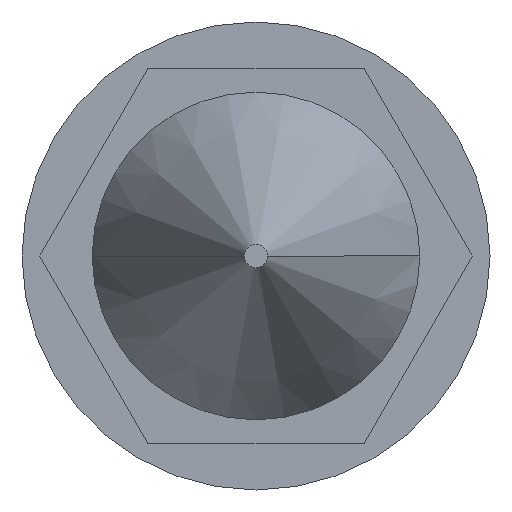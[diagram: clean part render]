
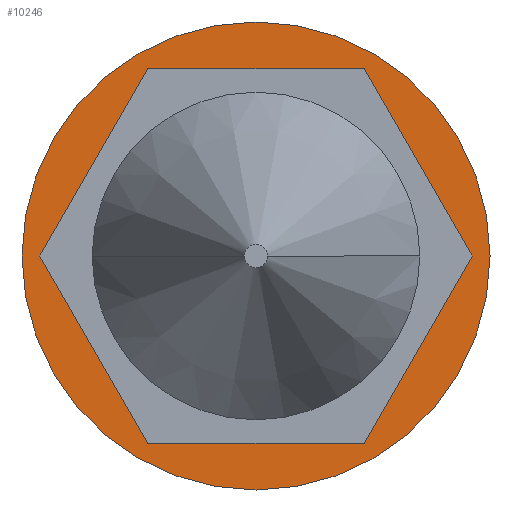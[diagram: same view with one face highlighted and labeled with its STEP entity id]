
A CAD part, front view. The second image highlights one B-rep face of the part: STEP entity #10246.
In plain terms, the highlighted planar face has unit normal (0, -1, 0).
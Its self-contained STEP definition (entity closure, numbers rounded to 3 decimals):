
#115 = CIRCLE ( 'NONE', #11114, 5. ) ;
#324 = CARTESIAN_POINT ( 'NONE',  ( 2.309, 6., 4. ) ) ;
#537 = CARTESIAN_POINT ( 'NONE',  ( 0., 6., -5. ) ) ;
#585 = CARTESIAN_POINT ( 'NONE',  ( -2.309, 6., 4. ) ) ;
#968 = DIRECTION ( 'NONE',  ( -1., 0., 0. ) ) ;
#1103 = CARTESIAN_POINT ( 'NONE',  ( 4.619, 6., 0. ) ) ;
#1116 = DIRECTION ( 'NONE',  ( 0., 1., 0. ) ) ;
#1289 = AXIS2_PLACEMENT_3D ( 'NONE', #6803, #9448, #5556 ) ;
#1294 = ORIENTED_EDGE ( 'NONE', *, *, #4776, .T. ) ;
#1351 = VECTOR ( 'NONE', #4880, 1000. ) ;
#1476 = VERTEX_POINT ( 'NONE', #537 ) ;
#2424 = ORIENTED_EDGE ( 'NONE', *, *, #6452, .T. ) ;
#2520 = EDGE_CURVE ( 'NONE', #3849, #11935, #16567, .T. ) ;
#2871 = AXIS2_PLACEMENT_3D ( 'NONE', #12599, #8916, #7410 ) ;
#3060 = ORIENTED_EDGE ( 'NONE', *, *, #16293, .T. ) ;
#3165 = ORIENTED_EDGE ( 'NONE', *, *, #12064, .T. ) ;
#3700 = FACE_BOUND ( 'NONE', #16029, .T. ) ;
#3849 = VERTEX_POINT ( 'NONE', #9739 ) ;
#4605 = CARTESIAN_POINT ( 'NONE',  ( -2.309, 6., -4. ) ) ;
#4646 = EDGE_LOOP ( 'NONE', ( #7279, #8995 ) ) ;
#4776 = EDGE_CURVE ( 'NONE', #16647, #3849, #13087, .T. ) ;
#4880 = DIRECTION ( 'NONE',  ( -0.5, 0., -0.866 ) ) ;
#5259 = EDGE_CURVE ( 'NONE', #10249, #1476, #115, .T. ) ;
#5556 = DIRECTION ( 'NONE',  ( 0., 0., 1. ) ) ;
#6061 = CARTESIAN_POINT ( 'NONE',  ( 2.309, 6., -4. ) ) ;
#6452 = EDGE_CURVE ( 'NONE', #8069, #15567, #11205, .T. ) ;
#6803 = CARTESIAN_POINT ( 'NONE',  ( 0., 6., 0. ) ) ;
#6851 = CARTESIAN_POINT ( 'NONE',  ( 0., 6., 5. ) ) ;
#7279 = ORIENTED_EDGE ( 'NONE', *, *, #13567, .F. ) ;
#7309 = CARTESIAN_POINT ( 'NONE',  ( 2.309, 6., -4. ) ) ;
#7410 = DIRECTION ( 'NONE',  ( 0., 0., 1. ) ) ;
#7571 = ORIENTED_EDGE ( 'NONE', *, *, #11084, .T. ) ;
#7642 = CARTESIAN_POINT ( 'NONE',  ( -2.309, 6., 4. ) ) ;
#7873 = VECTOR ( 'NONE', #968, 1000. ) ;
#8069 = VERTEX_POINT ( 'NONE', #11024 ) ;
#8210 = LINE ( 'NONE', #7642, #14266 ) ;
#8916 = DIRECTION ( 'NONE',  ( 0., 1., 0. ) ) ;
#8949 = LINE ( 'NONE', #4605, #13798 ) ;
#8964 = FACE_OUTER_BOUND ( 'NONE', #4646, .T. ) ;
#8995 = ORIENTED_EDGE ( 'NONE', *, *, #5259, .F. ) ;
#9081 = LINE ( 'NONE', #6061, #7873 ) ;
#9448 = DIRECTION ( 'NONE',  ( 0., 1., 0. ) ) ;
#9739 = CARTESIAN_POINT ( 'NONE',  ( 4.619, 6., 0. ) ) ;
#10246 = ADVANCED_FACE ( 'NONE', ( #8964, #3700 ), #10695, .F. ) ;
#10249 = VERTEX_POINT ( 'NONE', #6851 ) ;
#10695 = PLANE ( 'NONE',  #1289 ) ;
#11024 = CARTESIAN_POINT ( 'NONE',  ( -4.619, 6., 0. ) ) ;
#11084 = EDGE_CURVE ( 'NONE', #15063, #8069, #8949, .T. ) ;
#11114 = AXIS2_PLACEMENT_3D ( 'NONE', #16634, #1116, #15198 ) ;
#11205 = LINE ( 'NONE', #13363, #13645 ) ;
#11935 = VERTEX_POINT ( 'NONE', #7309 ) ;
#12064 = EDGE_CURVE ( 'NONE', #15567, #16647, #8210, .T. ) ;
#12083 = ORIENTED_EDGE ( 'NONE', *, *, #2520, .T. ) ;
#12599 = CARTESIAN_POINT ( 'NONE',  ( 0., 6., 0. ) ) ;
#12833 = DIRECTION ( 'NONE',  ( 1., 0., 0. ) ) ;
#13087 = LINE ( 'NONE', #324, #16135 ) ;
#13252 = DIRECTION ( 'NONE',  ( 0.5, 0., 0.866 ) ) ;
#13363 = CARTESIAN_POINT ( 'NONE',  ( -4.619, 6., 0. ) ) ;
#13567 = EDGE_CURVE ( 'NONE', #1476, #10249, #14776, .T. ) ;
#13645 = VECTOR ( 'NONE', #13252, 1000. ) ;
#13798 = VECTOR ( 'NONE', #14794, 1000. ) ;
#14266 = VECTOR ( 'NONE', #12833, 1000. ) ;
#14776 = CIRCLE ( 'NONE', #2871, 5. ) ;
#14790 = CARTESIAN_POINT ( 'NONE',  ( -2.309, 6., -4. ) ) ;
#14794 = DIRECTION ( 'NONE',  ( -0.5, 0., 0.866 ) ) ;
#14801 = CARTESIAN_POINT ( 'NONE',  ( 2.309, 6., 4. ) ) ;
#15063 = VERTEX_POINT ( 'NONE', #14790 ) ;
#15198 = DIRECTION ( 'NONE',  ( 0., 0., 1. ) ) ;
#15567 = VERTEX_POINT ( 'NONE', #585 ) ;
#15873 = DIRECTION ( 'NONE',  ( 0.5, 0., -0.866 ) ) ;
#16029 = EDGE_LOOP ( 'NONE', ( #3165, #1294, #12083, #3060, #7571, #2424 ) ) ;
#16135 = VECTOR ( 'NONE', #15873, 1000. ) ;
#16293 = EDGE_CURVE ( 'NONE', #11935, #15063, #9081, .T. ) ;
#16567 = LINE ( 'NONE', #1103, #1351 ) ;
#16634 = CARTESIAN_POINT ( 'NONE',  ( 0., 6., 0. ) ) ;
#16647 = VERTEX_POINT ( 'NONE', #14801 ) ;
